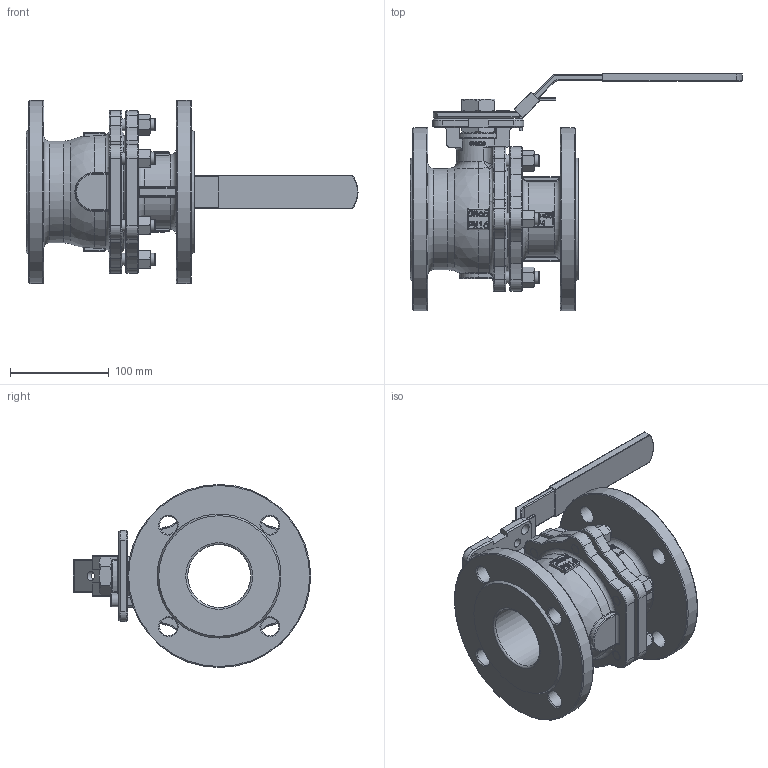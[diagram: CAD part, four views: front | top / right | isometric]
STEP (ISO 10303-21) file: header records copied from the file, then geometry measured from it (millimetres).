
FILE_DESCRIPTION(/* description */ ('Unknown'),/* implementation_level */ '2;1');
FILE_NAME(/* name */ '920_921_930-10',/* time_stamp */ '2020-11-02T09:41:00+01:00',/* author */ ('Unknown'),/* organization */ ('Unknown'),/* preprocessor_version */ 'ST-DEVELOPER v16.7',/* originating_system */ 'Solid Edge',/* authorisation */ 'Unknown');
FILE_SCHEMA (('AUTOMOTIVE_DESIGN {1 0 10303 214 3 1 1}'));
Products named in the file (2): 920_921_930-10; 920_921_931-010
Assembly tree (1 placements, depth 2):
  920_921_930-10
    920_921_931-010
Bounding box: 335.54 x 239.85 x 185 mm (x, y, z)
Volume: 1852340.5 mm3; surface area: 300446.4 mm2
Topology: 1 solids, 13 shells, 1337 faces, 3333 edges, 2059 vertices
Faces by surface type: plane 593, cylinder 269, bspline 170, cone 158, torus 121, sphere 26
Full cylindrical faces by diameter (mm): 8 x2, 9 x4, 10 x2, 10.2 x6, 11 x4, 12 x12, 13 x1, 14 x6, 18 x8, 21.7 x1, 24 x3, 24.7 x1, 30 x1, 31 x3, 31.5 x1, 44.45 x1, 48 x1, 63.5 x1, 102.4 x1, 185 x2
Entity records: 52747 total; most frequent: CARTESIAN_POINT 23020, ORIENTED_EDGE 6254, DIRECTION 5677, EDGE_CURVE 3127, AXIS2_PLACEMENT_3D 2055, VERTEX_POINT 2004, FACE_BOUND 1601, EDGE_LOOP 1600
